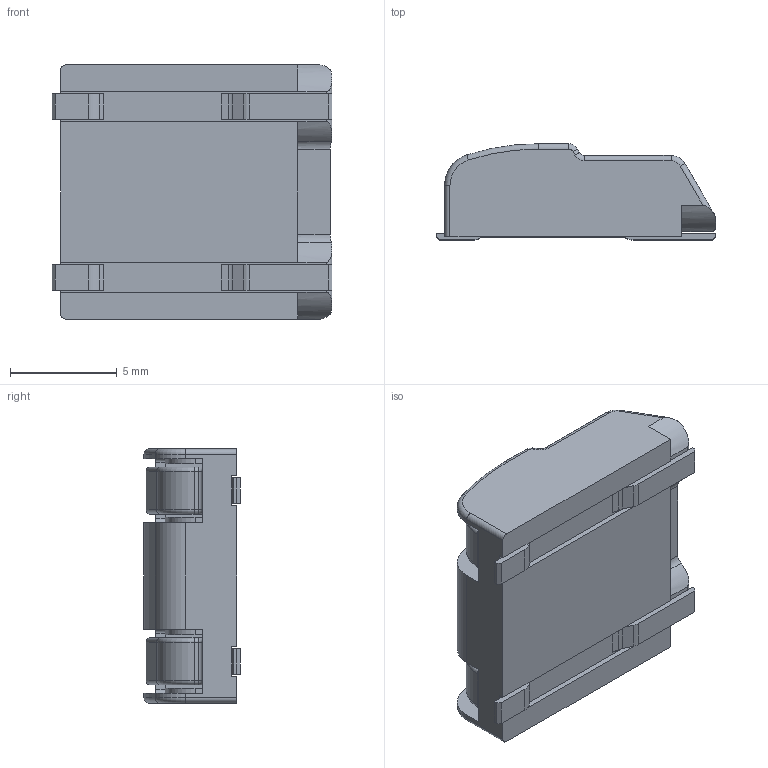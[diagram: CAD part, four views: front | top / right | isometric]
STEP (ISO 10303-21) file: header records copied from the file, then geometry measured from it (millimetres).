
FILE_DESCRIPTION(/* description */ ('STEP AP203'),/* implementation_level */ '2;1');
FILE_NAME(/* name */ '2060-852_998-404',/* time_stamp */ '2024-12-02T20:54:00+01:00',/* author */ ('License CC BY-ND 4.0'),/* organization */ ('CADENAS'),/* preprocessor_version */ 'ST-DEVELOPER v19.3',/* originating_system */ 'PARTsolutions',/* authorisation */ ' ');
FILE_SCHEMA (('CONFIG_CONTROL_DESIGN'));
Length unit declared in the file: millimetre
Products named in the file (1): 2060-852/998-404
Bounding box: 13.1 x 4.5 x 11.9 mm (x, y, z)
Volume: 476.3 mm3; surface area: 686.3 mm2
Topology: 1 solids, 1 shells, 248 faces, 678 edges, 432 vertices
Faces by surface type: plane 130, cylinder 88, torus 24, sphere 6
Full cylindrical faces by diameter (mm): 2.25 x2
Entity records: 9516 total; most frequent: CARTESIAN_POINT 1433, DIRECTION 1344, ORIENTED_EDGE 1328, EDGE_CURVE 664, AXIS2_PLACEMENT_3D 459, VERTEX_POINT 426, LINE 426, VECTOR 426
